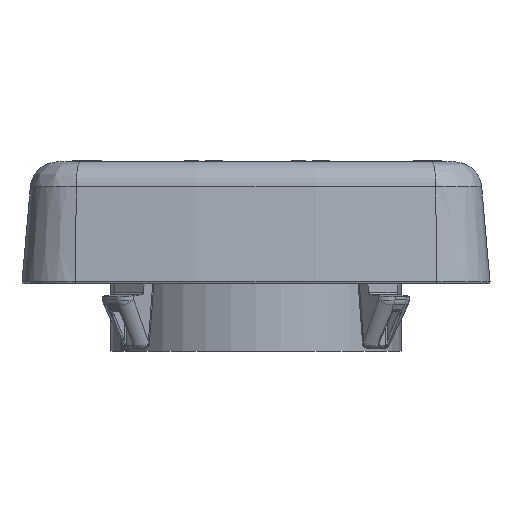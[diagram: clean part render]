
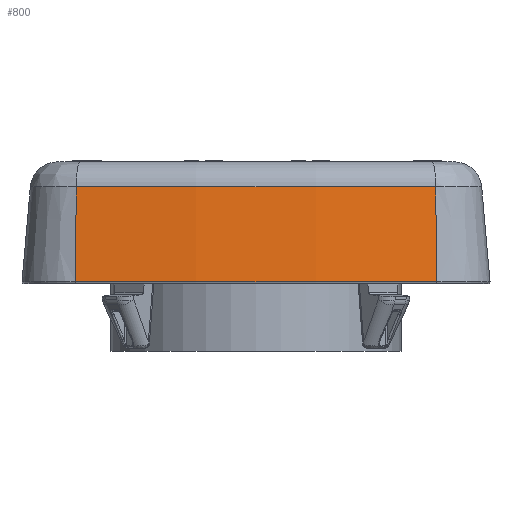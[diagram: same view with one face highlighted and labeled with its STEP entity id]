
A CAD part, left-side view. The second image highlights one B-rep face of the part: STEP entity #800.
In plain terms, the highlighted conical face has half-angle 5 degrees and reference radius 182.518 mm.
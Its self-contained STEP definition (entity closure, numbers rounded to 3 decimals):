
#438=CONICAL_SURFACE('',#29732,182.518,5.);
#800=ADVANCED_FACE('',(#3549),#438,.T.);
#3549=FACE_OUTER_BOUND('',#5100,.T.);
#5100=EDGE_LOOP('',(#14143,#14144,#14145,#14146));
#6792=LINE('',#40352,#10268);
#6793=LINE('',#40356,#10269);
#10268=VECTOR('',#32099,1.);
#10269=VECTOR('',#32104,1.);
#14143=ORIENTED_EDGE('',*,*,#25075,.F.);
#14144=ORIENTED_EDGE('',*,*,#25074,.T.);
#14145=ORIENTED_EDGE('',*,*,#25057,.F.);
#14146=ORIENTED_EDGE('',*,*,#25076,.F.);
#22263=VERTEX_POINT('',#40313);
#22265=VERTEX_POINT('',#40319);
#22273=VERTEX_POINT('',#40351);
#22274=VERTEX_POINT('',#40355);
#25057=EDGE_CURVE('',#22265,#22263,#29117,.T.);
#25074=EDGE_CURVE('',#22273,#22263,#6792,.T.);
#25075=EDGE_CURVE('',#22273,#22274,#29129,.T.);
#25076=EDGE_CURVE('',#22274,#22265,#6793,.T.);
#29117=CIRCLE('',#29710,183.033);
#29129=CIRCLE('',#29731,182.003);
#29710=AXIS2_PLACEMENT_3D('',#40318,#32054,#32055);
#29731=AXIS2_PLACEMENT_3D('',#40354,#32102,#32103);
#29732=AXIS2_PLACEMENT_3D('',#40357,#32105,#32106);
#32054=DIRECTION('',(0.,0.,-1.));
#32055=DIRECTION('',(-0.992,-0.123,0.));
#32099=DIRECTION('',(-0.086,0.011,-0.996));
#32102=DIRECTION('',(0.,0.,1.));
#32103=DIRECTION('',(-0.992,0.123,0.));
#32104=DIRECTION('',(-0.086,-0.011,-0.996));
#32105=DIRECTION('',(0.,0.,-1.));
#32106=DIRECTION('',(-1.,0.,0.));
#40313=CARTESIAN_POINT('',(-73.405,22.423,-0.383));
#40318=CARTESIAN_POINT('',(108.25,0.,-0.383));
#40319=CARTESIAN_POINT('',(-73.405,-22.423,-0.383));
#40351=CARTESIAN_POINT('',(-72.382,22.297,11.396));
#40352=CARTESIAN_POINT('',(-72.382,22.297,11.396));
#40354=CARTESIAN_POINT('',(108.25,0.,11.396));
#40355=CARTESIAN_POINT('',(-72.382,-22.297,11.396));
#40356=CARTESIAN_POINT('',(-72.382,-22.297,11.396));
#40357=CARTESIAN_POINT('',(108.25,0.,5.507));
